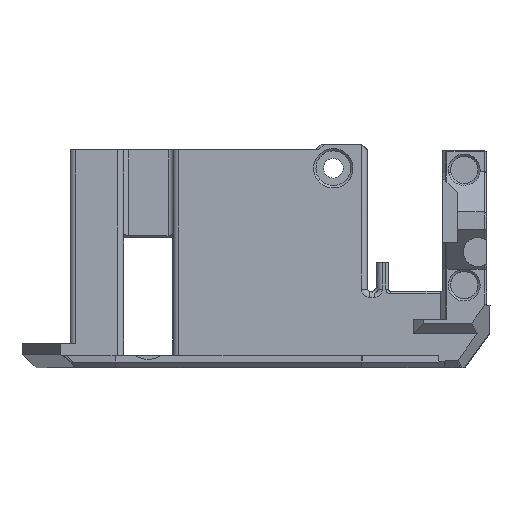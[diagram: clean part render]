
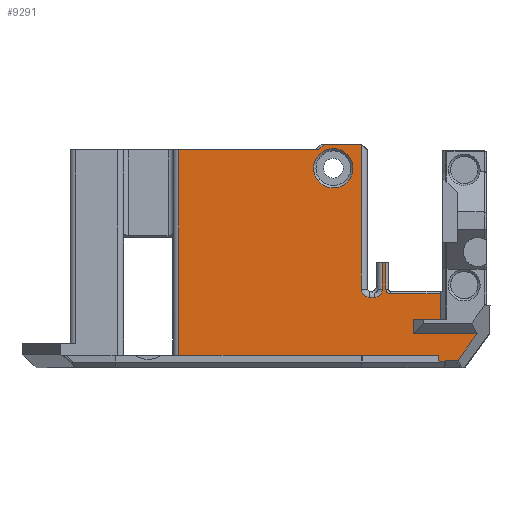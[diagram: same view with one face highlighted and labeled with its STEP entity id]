
A CAD part, left-side view. The second image highlights one B-rep face of the part: STEP entity #9291.
In plain terms, the highlighted planar face has unit normal (-1, 0, 0).
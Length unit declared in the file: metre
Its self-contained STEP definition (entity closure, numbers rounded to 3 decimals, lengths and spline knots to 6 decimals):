
#240=ELLIPSE('',#10066,0.000602,0.0004);
#243=ELLIPSE('',#10071,0.000567,0.0004);
#626=LINE('',#13059,#1473);
#636=LINE('',#13101,#1483);
#659=LINE('',#13200,#1506);
#661=LINE('',#13216,#1508);
#672=LINE('',#13254,#1519);
#679=LINE('',#13270,#1526);
#683=LINE('',#13281,#1530);
#685=LINE('',#13292,#1532);
#735=LINE('',#13585,#1582);
#953=LINE('',#15853,#1800);
#959=LINE('',#15863,#1806);
#1047=LINE('',#16166,#1894);
#1094=LINE('',#16587,#1941);
#1144=LINE('',#17007,#1991);
#1196=LINE('',#17195,#2043);
#1202=LINE('',#17208,#2049);
#1265=LINE('',#17370,#2112);
#1271=LINE('',#17386,#2118);
#1290=LINE('',#17455,#2137);
#1473=VECTOR('',#10417,1.);
#1483=VECTOR('',#10461,1.);
#1506=VECTOR('',#10532,1.);
#1508=VECTOR('',#10540,1.);
#1519=VECTOR('',#10575,1.);
#1526=VECTOR('',#10588,1.);
#1530=VECTOR('',#10596,1.);
#1532=VECTOR('',#10606,1.);
#1582=VECTOR('',#10742,1.);
#1800=VECTOR('',#11440,1.);
#1806=VECTOR('',#11450,1.);
#1894=VECTOR('',#11658,1.);
#1941=VECTOR('',#11813,1.);
#1991=VECTOR('',#11963,1.);
#2043=VECTOR('',#12151,1.);
#2049=VECTOR('',#12161,1.);
#2112=VECTOR('',#12302,1.);
#2118=VECTOR('',#12316,1.);
#2137=VECTOR('',#12407,1.);
#4453=ORIENTED_EDGE('',*,*,#5108,.F.);
#4454=ORIENTED_EDGE('',*,*,#6206,.F.);
#4455=ORIENTED_EDGE('',*,*,#6080,.T.);
#4456=ORIENTED_EDGE('',*,*,#6171,.F.);
#4457=ORIENTED_EDGE('',*,*,#6169,.F.);
#4458=ORIENTED_EDGE('',*,*,#6164,.F.);
#4459=ORIENTED_EDGE('',*,*,#6161,.F.);
#4460=ORIENTED_EDGE('',*,*,#5678,.F.);
#4461=ORIENTED_EDGE('',*,*,#5199,.F.);
#4462=ORIENTED_EDGE('',*,*,#5684,.F.);
#4463=ORIENTED_EDGE('',*,*,#5287,.F.);
#4464=ORIENTED_EDGE('',*,*,#5204,.F.);
#4465=ORIENTED_EDGE('',*,*,#5286,.F.);
#4466=ORIENTED_EDGE('',*,*,#5168,.F.);
#4467=ORIENTED_EDGE('',*,*,#5191,.T.);
#4468=ORIENTED_EDGE('',*,*,#5173,.F.);
#4469=ORIENTED_EDGE('',*,*,#5285,.F.);
#4470=ORIENTED_EDGE('',*,*,#5209,.F.);
#4471=ORIENTED_EDGE('',*,*,#5212,.F.);
#4472=ORIENTED_EDGE('',*,*,#5128,.F.);
#4473=ORIENTED_EDGE('',*,*,#5109,.F.);
#4474=ORIENTED_EDGE('',*,*,#5801,.F.);
#4475=ORIENTED_EDGE('',*,*,#5892,.T.);
#4476=ORIENTED_EDGE('',*,*,#5981,.F.);
#4477=ORIENTED_EDGE('',*,*,#6074,.F.);
#5108=EDGE_CURVE('',#6470,#6470,#7296,.T.);
#5109=EDGE_CURVE('',#6471,#6472,#626,.T.);
#5128=EDGE_CURVE('',#6472,#6486,#636,.T.);
#5168=EDGE_CURVE('',#6514,#6515,#659,.T.);
#5173=EDGE_CURVE('',#6519,#6520,#661,.T.);
#5191=EDGE_CURVE('',#6514,#6520,#672,.T.);
#5199=EDGE_CURVE('',#6537,#6538,#679,.T.);
#5204=EDGE_CURVE('',#6541,#6542,#683,.T.);
#5209=EDGE_CURVE('',#6546,#6547,#685,.T.);
#5212=EDGE_CURVE('',#6486,#6546,#7324,.T.);
#5285=EDGE_CURVE('',#6547,#6519,#7338,.T.);
#5286=EDGE_CURVE('',#6515,#6541,#7339,.T.);
#5287=EDGE_CURVE('',#6542,#6600,#735,.T.);
#5678=EDGE_CURVE('',#6538,#6838,#953,.T.);
#5684=EDGE_CURVE('',#6600,#6537,#959,.T.);
#5801=EDGE_CURVE('',#6913,#6471,#1047,.T.);
#5892=EDGE_CURVE('',#6913,#6966,#1094,.T.);
#5981=EDGE_CURVE('',#7022,#6966,#1144,.T.);
#6074=EDGE_CURVE('',#7086,#7022,#1196,.T.);
#6080=EDGE_CURVE('',#7092,#7091,#1202,.T.);
#6161=EDGE_CURVE('',#6838,#7152,#1265,.T.);
#6164=EDGE_CURVE('',#7152,#7154,#240,.T.);
#6169=EDGE_CURVE('',#7154,#7157,#1271,.T.);
#6171=EDGE_CURVE('',#7157,#7091,#243,.T.);
#6206=EDGE_CURVE('',#7092,#7086,#1290,.T.);
#6470=VERTEX_POINT('',#13057);
#6471=VERTEX_POINT('',#13060);
#6472=VERTEX_POINT('',#13061);
#6486=VERTEX_POINT('',#13102);
#6514=VERTEX_POINT('',#13199);
#6515=VERTEX_POINT('',#13201);
#6519=VERTEX_POINT('',#13215);
#6520=VERTEX_POINT('',#13217);
#6537=VERTEX_POINT('',#13271);
#6538=VERTEX_POINT('',#13272);
#6541=VERTEX_POINT('',#13280);
#6542=VERTEX_POINT('',#13282);
#6546=VERTEX_POINT('',#13291);
#6547=VERTEX_POINT('',#13293);
#6600=VERTEX_POINT('',#13586);
#6838=VERTEX_POINT('',#15854);
#6913=VERTEX_POINT('',#16165);
#6966=VERTEX_POINT('',#16586);
#7022=VERTEX_POINT('',#17006);
#7086=VERTEX_POINT('',#17194);
#7091=VERTEX_POINT('',#17207);
#7092=VERTEX_POINT('',#17209);
#7152=VERTEX_POINT('',#17371);
#7154=VERTEX_POINT('',#17377);
#7157=VERTEX_POINT('',#17384);
#7296=CIRCLE('',#9440,0.0034);
#7324=CIRCLE('',#9509,0.0014);
#7338=CIRCLE('',#9546,0.0014);
#7339=CIRCLE('',#9548,0.0008);
#7943=EDGE_LOOP('',(#4453));
#7944=EDGE_LOOP('',(#4454,#4455,#4456,#4457,#4458,#4459,#4460,#4461,#4462,
#4463,#4464,#4465,#4466,#4467,#4468,#4469,#4470,#4471,#4472,#4473,#4474,
#4475,#4476,#4477));
#8495=FACE_BOUND('',#7943,.T.);
#8496=FACE_BOUND('',#7944,.T.);
#8820=PLANE('',#10109);
#9291=ADVANCED_FACE('',(#8495,#8496),#8820,.T.);
#9440=AXIS2_PLACEMENT_3D('',#13056,#10413,#10414);
#9509=AXIS2_PLACEMENT_3D('',#13303,#10611,#10612);
#9546=AXIS2_PLACEMENT_3D('',#13581,#10734,#10735);
#9548=AXIS2_PLACEMENT_3D('',#13583,#10738,#10739);
#10066=AXIS2_PLACEMENT_3D('',#17376,#12307,#12308);
#10071=AXIS2_PLACEMENT_3D('',#17389,#12321,#12322);
#10109=AXIS2_PLACEMENT_3D('',#17465,#12420,#12421);
#10413=DIRECTION('',(-1.,0.,0.));
#10414=DIRECTION('',(0.,-1.,0.));
#10417=DIRECTION('',(0.,-1.,0.));
#10461=DIRECTION('',(0.,0.,-1.));
#10532=DIRECTION('',(0.,0.,-1.));
#10540=DIRECTION('',(0.,0.,1.));
#10575=DIRECTION('',(0.,1.,0.));
#10588=DIRECTION('',(0.,0.,-1.));
#10596=DIRECTION('',(0.,-1.,0.));
#10606=DIRECTION('',(0.,-1.,0.));
#10611=DIRECTION('',(-1.,0.,0.));
#10612=DIRECTION('',(0.,1.,0.));
#10734=DIRECTION('',(-1.,0.,0.));
#10735=DIRECTION('',(0.,1.,0.));
#10738=DIRECTION('',(-1.,0.,0.));
#10739=DIRECTION('',(0.,-1.,0.));
#10742=DIRECTION('',(0.,0.,-1.));
#11440=DIRECTION('',(0.,-1.,0.));
#11450=DIRECTION('',(0.,1.,0.));
#11658=DIRECTION('',(0.,-0.707,0.707));
#11813=DIRECTION('',(0.,1.,0.));
#11963=DIRECTION('',(0.,0.,1.));
#12151=DIRECTION('',(0.,1.,0.));
#12161=DIRECTION('',(0.,-0.984,0.176));
#12302=DIRECTION('',(0.,0.581,-0.814));
#12307=DIRECTION('',(1.,0.,0.));
#12308=DIRECTION('',(0.,0.458,0.889));
#12316=DIRECTION('',(0.,1.,0.));
#12321=DIRECTION('',(-1.,0.,0.));
#12322=DIRECTION('',(0.,0.09,-0.996));
#12407=DIRECTION('',(0.,0.,1.));
#12420=DIRECTION('',(-1.,0.,0.));
#12421=DIRECTION('',(0.,-1.,0.));
#13056=CARTESIAN_POINT('',(-0.486684,0.18142,0.034464));
#13057=CARTESIAN_POINT('',(-0.486684,0.17802,0.034464));
#13059=CARTESIAN_POINT('',(-0.486684,0.18867,0.03863));
#13060=CARTESIAN_POINT('',(-0.486684,0.182963,0.03863));
#13061=CARTESIAN_POINT('',(-0.486684,0.176554,0.03863));
#13101=CARTESIAN_POINT('',(-0.486684,0.176554,0.014308));
#13102=CARTESIAN_POINT('',(-0.486684,0.176554,0.0136));
#13199=CARTESIAN_POINT('',(-0.486684,0.172346,0.0182));
#13200=CARTESIAN_POINT('',(-0.486684,0.172346,0.0082));
#13201=CARTESIAN_POINT('',(-0.486684,0.172346,0.0136));
#13215=CARTESIAN_POINT('',(-0.486684,0.172946,0.0136));
#13216=CARTESIAN_POINT('',(-0.486684,0.172946,0.0052));
#13217=CARTESIAN_POINT('',(-0.486684,0.172946,0.0182));
#13254=CARTESIAN_POINT('',(-0.486684,0.209879,0.0182));
#13270=CARTESIAN_POINT('',(-0.486684,0.167621,0.0045));
#13271=CARTESIAN_POINT('',(-0.486684,0.167621,0.0084));
#13272=CARTESIAN_POINT('',(-0.486684,0.167621,0.0059));
#13280=CARTESIAN_POINT('',(-0.486684,0.171546,0.0128));
#13281=CARTESIAN_POINT('',(-0.486684,0.187188,0.0128));
#13282=CARTESIAN_POINT('',(-0.486684,0.162965,0.0128));
#13291=CARTESIAN_POINT('',(-0.486684,0.175154,0.0122));
#13292=CARTESIAN_POINT('',(-0.486684,0.187188,0.0122));
#13293=CARTESIAN_POINT('',(-0.486684,0.174346,0.0122));
#13303=CARTESIAN_POINT('',(-0.486684,0.175154,0.0136));
#13581=CARTESIAN_POINT('',(-0.486684,0.174346,0.0136));
#13583=CARTESIAN_POINT('',(-0.486684,0.171546,0.0136));
#13585=CARTESIAN_POINT('',(-0.486684,0.162965,0.019315));
#13586=CARTESIAN_POINT('',(-0.486684,0.162965,0.0084));
#15853=CARTESIAN_POINT('',(-0.486684,0.161641,0.0059));
#15854=CARTESIAN_POINT('',(-0.486684,0.156605,0.0059));
#15863=CARTESIAN_POINT('',(-0.486684,0.167721,0.0084));
#16165=CARTESIAN_POINT('',(-0.486684,0.183965,0.03763));
#16166=CARTESIAN_POINT('',(-0.486684,0.198941,0.022652));
#16586=CARTESIAN_POINT('',(-0.486684,0.208129,0.03763));
#16587=CARTESIAN_POINT('',(-0.486684,0.209879,0.03763));
#17006=CARTESIAN_POINT('',(-0.486684,0.208129,0.0022));
#17007=CARTESIAN_POINT('',(-0.486684,0.208129,0.020415));
#17194=CARTESIAN_POINT('',(-0.486684,0.16318,0.0022));
#17195=CARTESIAN_POINT('',(-0.486684,0.19717,0.0022));
#17207=CARTESIAN_POINT('',(-0.486684,0.162126,0.001195));
#17208=CARTESIAN_POINT('',(-0.486684,0.208044,-0.007036));
#17209=CARTESIAN_POINT('',(-0.486684,0.16318,0.001006));
#17370=CARTESIAN_POINT('',(-0.486684,0.159573,0.001745));
#17371=CARTESIAN_POINT('',(-0.486684,0.159878,0.001318));
#17376=CARTESIAN_POINT('',(-0.486684,0.160253,0.001766));
#17377=CARTESIAN_POINT('',(-0.486684,0.160108,0.0012));
#17384=CARTESIAN_POINT('',(-0.486684,0.162075,0.0012));
#17386=CARTESIAN_POINT('',(-0.486684,0.200768,0.0012));
#17389=CARTESIAN_POINT('',(-0.486684,0.162101,0.000634));
#17455=CARTESIAN_POINT('',(-0.486684,0.16318,0.0024));
#17465=CARTESIAN_POINT('',(-0.486684,0.209879,0.0032));
